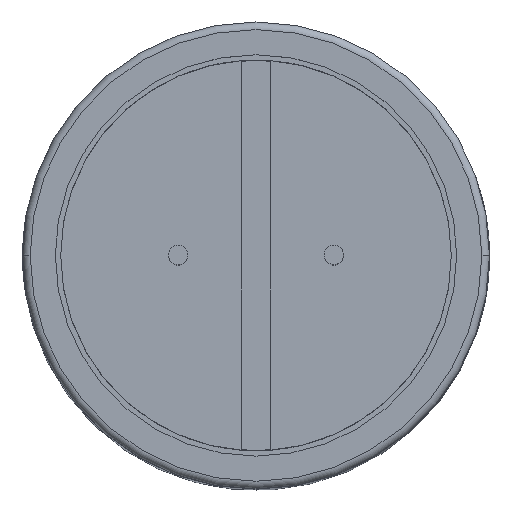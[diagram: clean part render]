
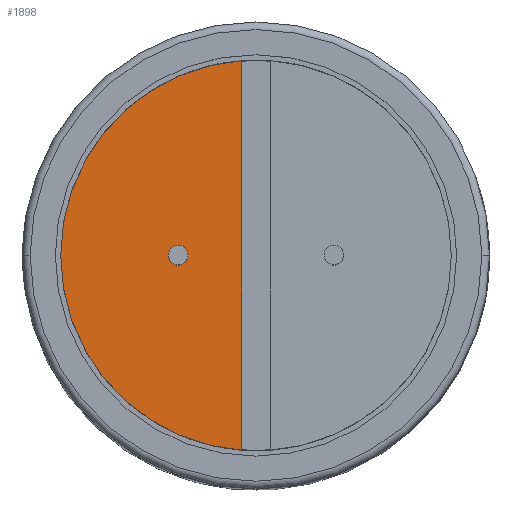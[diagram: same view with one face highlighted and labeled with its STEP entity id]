
A CAD part, top view. The second image highlights one B-rep face of the part: STEP entity #1898.
In plain terms, the highlighted planar face has unit normal (0, 0, 1).
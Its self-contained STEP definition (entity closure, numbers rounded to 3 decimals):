
#173 = CARTESIAN_POINT ( 'NONE',  ( -4.445, 0., 0. ) ) ;
#175 = CARTESIAN_POINT ( 'NONE',  ( -5.715, 0., 0. ) ) ;
#237 = CARTESIAN_POINT ( 'NONE',  ( -0.925, 12.717, 0. ) ) ;
#780 = ORIENTED_EDGE ( 'NONE', *, *, #1048, .F. ) ;
#781 = ORIENTED_EDGE ( 'NONE', *, *, #1078, .T. ) ;
#782 = ORIENTED_EDGE ( 'NONE', *, *, #1637, .T. ) ;
#783 = ORIENTED_EDGE ( 'NONE', *, *, #1638, .F. ) ;
#784 = ORIENTED_EDGE ( 'NONE', *, *, #1058, .F. ) ;
#883 = VERTEX_POINT ( 'NONE', #173 ) ;
#906 = VERTEX_POINT ( 'NONE', #237 ) ;
#923 = VERTEX_POINT ( 'NONE', #175 ) ;
#1048 = EDGE_CURVE ( 'NONE', #906, #1323, #5298, .T. ) ;
#1058 = EDGE_CURVE ( 'NONE', #883, #923, #5303, .T. ) ;
#1078 = EDGE_CURVE ( 'NONE', #906, #1160, #5339, .T. ) ;
#1129 = AXIS2_PLACEMENT_3D ( 'NONE', #2114, #2115, #2116 ) ;
#1141 = AXIS2_PLACEMENT_3D ( 'NONE', #2169, #2170, #2171 ) ;
#1160 = VERTEX_POINT ( 'NONE', #2349 ) ;
#1323 = VERTEX_POINT ( 'NONE', #2510 ) ;
#1637 = EDGE_CURVE ( 'NONE', #1160, #1323, #4471, .T. ) ;
#1638 = EDGE_CURVE ( 'NONE', #923, #883, #4472, .T. ) ;
#1898 = ADVANCED_FACE ( 'NONE', ( #4666, #4670 ), #4868, .T. ) ;
#1963 = EDGE_LOOP ( 'NONE', ( #783, #784 ) ) ;
#2052 = CARTESIAN_POINT ( 'NONE',  ( -0.925, 12.717, 0. ) ) ;
#2068 = DIRECTION ( 'NONE',  ( 0., -1., 0. ) ) ;
#2114 = CARTESIAN_POINT ( 'NONE',  ( -5.08, 0., 0. ) ) ;
#2115 = DIRECTION ( 'NONE',  ( 0., 0., 1. ) ) ;
#2116 = DIRECTION ( 'NONE',  ( 1., 0., 0. ) ) ;
#2169 = CARTESIAN_POINT ( 'NONE',  ( 0., 0., 0. ) ) ;
#2170 = DIRECTION ( 'NONE',  ( 0., 0., 1. ) ) ;
#2171 = DIRECTION ( 'NONE',  ( 1., 0., 0. ) ) ;
#2333 = EDGE_LOOP ( 'NONE', ( #780, #781, #782 ) ) ;
#2349 = CARTESIAN_POINT ( 'NONE',  ( -12.751, 0., 0. ) ) ;
#2510 = CARTESIAN_POINT ( 'NONE',  ( -0.925, -12.717, 0. ) ) ;
#4060 = CARTESIAN_POINT ( 'NONE',  ( 0., 0., 0. ) ) ;
#4061 = DIRECTION ( 'NONE',  ( 0., 0., 1. ) ) ;
#4062 = DIRECTION ( 'NONE',  ( 1., 0., 0. ) ) ;
#4063 = CARTESIAN_POINT ( 'NONE',  ( -5.08, 0., 0. ) ) ;
#4064 = DIRECTION ( 'NONE',  ( 0., 0., 1. ) ) ;
#4065 = DIRECTION ( 'NONE',  ( 1., 0., 0. ) ) ;
#4233 = AXIS2_PLACEMENT_3D ( 'NONE', #4060, #4061, #4062 ) ;
#4234 = AXIS2_PLACEMENT_3D ( 'NONE', #4063, #4064, #4065 ) ;
#4406 = AXIS2_PLACEMENT_3D ( 'NONE', #4875, #4876, #4877 ) ;
#4471 = CIRCLE ( 'NONE', #4233, 12.751 ) ;
#4472 = CIRCLE ( 'NONE', #4234, 0.635 ) ;
#4666 = FACE_OUTER_BOUND ( 'NONE', #2333, .T. ) ;
#4670 = FACE_BOUND ( 'NONE', #1963, .T. ) ;
#4868 = PLANE ( 'NONE',  #4406 ) ;
#4875 = CARTESIAN_POINT ( 'NONE',  ( 0., 0., 0. ) ) ;
#4876 = DIRECTION ( 'NONE',  ( 0., 0., 1. ) ) ;
#4877 = DIRECTION ( 'NONE',  ( 1., 0., 0. ) ) ;
#5286 = VECTOR ( 'NONE', #2068, 1000. ) ;
#5298 = LINE ( 'NONE', #2052, #5286 ) ;
#5303 = CIRCLE ( 'NONE', #1129, 0.635 ) ;
#5339 = CIRCLE ( 'NONE', #1141, 12.751 ) ;
